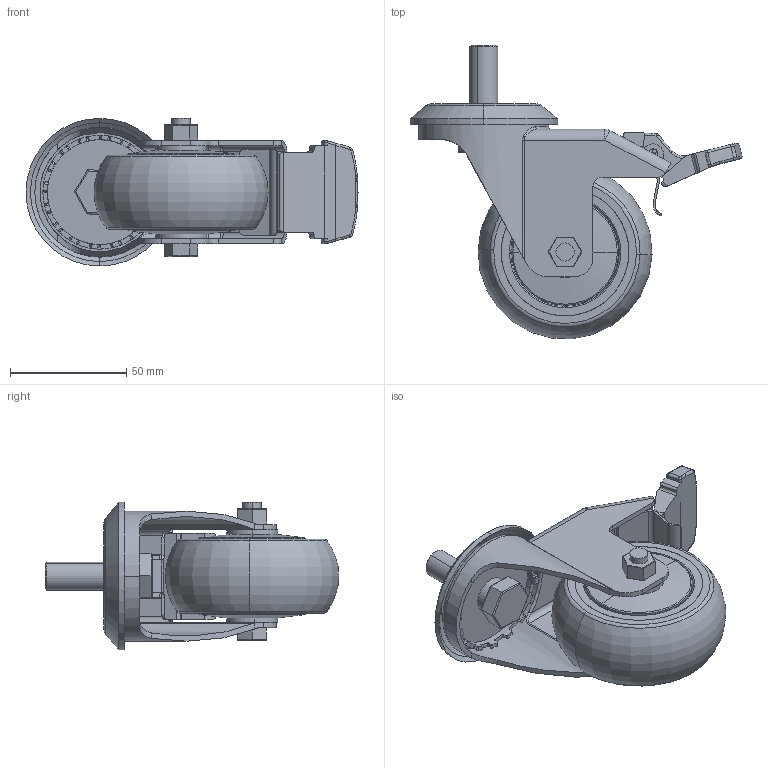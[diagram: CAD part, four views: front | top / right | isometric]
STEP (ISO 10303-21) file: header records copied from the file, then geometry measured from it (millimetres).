
FILE_DESCRIPTION (( 'STEP AP214' ), '1' );
FILE_NAME ('M12 Stem Mt 75mm Caster_Total Brake-70kg(00DCA-3300-001-00).step', '2023-08-23T13:13:27', ( '' ), ( '' ), 'SwSTEP 2.0', 'SolidWorks 2020', '' );
FILE_SCHEMA (( 'AUTOMOTIVE_DESIGN' ));
Length unit declared in the file: millimetre
Products named in the file (1): M12 Stem Mt 75mm Caster_Total Brake-70kg(00DCA-3300-001-00)
Bounding box: 143.02 x 126.47 x 63.75 mm (x, y, z)
Volume: 159696 mm3; surface area: 87000.2 mm2
Topology: 15 solids, 15 shells, 578 faces, 1474 edges, 929 vertices
Faces by surface type: cylinder 272, plane 206, torus 54, cone 30, sphere 8, bspline 8
Entity records: 24939 total; most frequent: CARTESIAN_POINT 4610, ORIENTED_EDGE 2924, DIRECTION 2867, EDGE_CURVE 1462, AXIS2_PLACEMENT_3D 1078, VERTEX_POINT 925, VECTOR 711, LINE 711
